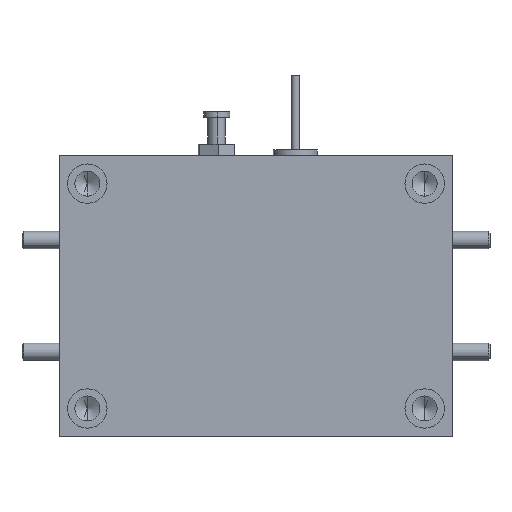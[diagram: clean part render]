
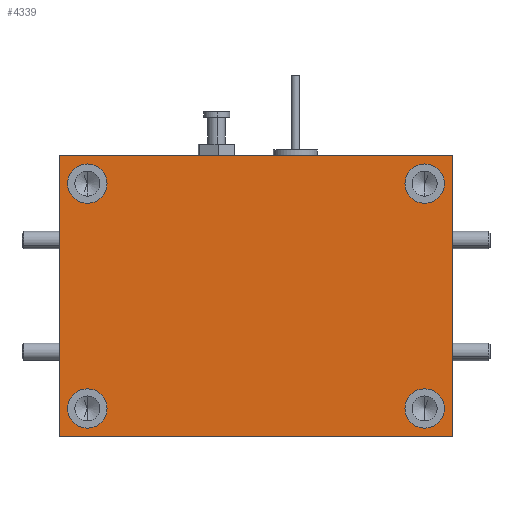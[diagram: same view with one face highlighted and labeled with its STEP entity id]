
A CAD part, front view. The second image highlights one B-rep face of the part: STEP entity #4339.
In plain terms, the highlighted planar face has unit normal (0, -1, 0).
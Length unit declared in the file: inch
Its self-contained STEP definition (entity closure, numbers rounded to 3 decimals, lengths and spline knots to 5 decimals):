
#160 = DIRECTION ( 'NONE',  ( 0., -1., 0. ) ) ;
#238 = DIRECTION ( 'NONE',  ( 0., 0., -1. ) ) ;
#714 = EDGE_CURVE ( 'NONE', #21540, #12516, #10127, .T. ) ;
#1132 = ORIENTED_EDGE ( 'NONE', *, *, #5468, .F. ) ;
#1191 = CIRCLE ( 'NONE', #3041, 0.07 ) ;
#1356 = DIRECTION ( 'NONE',  ( 0., -1., 0. ) ) ;
#1635 = CARTESIAN_POINT ( 'NONE',  ( -0.6, -0.375, 0.33 ) ) ;
#1835 = CARTESIAN_POINT ( 'NONE',  ( 0.6, -0.375, 0.4 ) ) ;
#1904 = DIRECTION ( 'NONE',  ( 0., -1., 0. ) ) ;
#2083 = CIRCLE ( 'NONE', #15905, 0.07 ) ;
#2184 = VECTOR ( 'NONE', #10050, 39.37008 ) ;
#2237 = DIRECTION ( 'NONE',  ( 0., -1., 0. ) ) ;
#2269 = CARTESIAN_POINT ( 'NONE',  ( -0.6, -0.375, 0.4 ) ) ;
#2627 = ORIENTED_EDGE ( 'NONE', *, *, #14960, .F. ) ;
#2742 = VECTOR ( 'NONE', #14435, 39.37008 ) ;
#2876 = FACE_OUTER_BOUND ( 'NONE', #7763, .T. ) ;
#2915 = VERTEX_POINT ( 'NONE', #9075 ) ;
#3041 = AXIS2_PLACEMENT_3D ( 'NONE', #1835, #3551, #15411 ) ;
#3091 = CIRCLE ( 'NONE', #20571, 0.07 ) ;
#3199 = CARTESIAN_POINT ( 'NONE',  ( 0., -0.375, 0. ) ) ;
#3441 = CARTESIAN_POINT ( 'NONE',  ( 0.6, -0.375, 0.4 ) ) ;
#3551 = DIRECTION ( 'NONE',  ( 0., -1., 0. ) ) ;
#3574 = DIRECTION ( 'NONE',  ( 0., 0., -1. ) ) ;
#3655 = EDGE_LOOP ( 'NONE', ( #2627, #20816 ) ) ;
#3900 = CARTESIAN_POINT ( 'NONE',  ( -0.7, -0.375, -0.5 ) ) ;
#3932 = AXIS2_PLACEMENT_3D ( 'NONE', #6676, #4925, #15102 ) ;
#4014 = LINE ( 'NONE', #3900, #2742 ) ;
#4070 = VERTEX_POINT ( 'NONE', #11574 ) ;
#4339 = ADVANCED_FACE ( 'NONE', ( #6289, #7673, #16638, #9581, #2876 ), #6416, .T. ) ;
#4419 = LINE ( 'NONE', #22044, #2184 ) ;
#4925 = DIRECTION ( 'NONE',  ( 0., -1., 0. ) ) ;
#5095 = VECTOR ( 'NONE', #19348, 39.37008 ) ;
#5468 = EDGE_CURVE ( 'NONE', #17306, #19909, #2083, .T. ) ;
#5499 = CARTESIAN_POINT ( 'NONE',  ( 0.6, -0.375, -0.4 ) ) ;
#5683 = VERTEX_POINT ( 'NONE', #18055 ) ;
#6179 = ORIENTED_EDGE ( 'NONE', *, *, #714, .F. ) ;
#6289 = FACE_BOUND ( 'NONE', #17298, .T. ) ;
#6416 = PLANE ( 'NONE',  #6799 ) ;
#6510 = AXIS2_PLACEMENT_3D ( 'NONE', #8661, #1904, #17418 ) ;
#6676 = CARTESIAN_POINT ( 'NONE',  ( -0.6, -0.375, 0.4 ) ) ;
#6799 = AXIS2_PLACEMENT_3D ( 'NONE', #3199, #1356, #10156 ) ;
#6931 = CARTESIAN_POINT ( 'NONE',  ( 0.6, -0.375, 0.33 ) ) ;
#7211 = CARTESIAN_POINT ( 'NONE',  ( 0.6, -0.375, -0.4 ) ) ;
#7576 = AXIS2_PLACEMENT_3D ( 'NONE', #7211, #19034, #238 ) ;
#7590 = AXIS2_PLACEMENT_3D ( 'NONE', #8978, #2237, #15795 ) ;
#7673 = FACE_BOUND ( 'NONE', #20044, .T. ) ;
#7763 = EDGE_LOOP ( 'NONE', ( #21156, #17855, #12978, #19529 ) ) ;
#8212 = EDGE_CURVE ( 'NONE', #2915, #21413, #4014, .T. ) ;
#8476 = DIRECTION ( 'NONE',  ( 0., 0., 1. ) ) ;
#8661 = CARTESIAN_POINT ( 'NONE',  ( -0.6, -0.375, -0.4 ) ) ;
#8914 = EDGE_CURVE ( 'NONE', #5683, #15841, #16230, .T. ) ;
#8978 = CARTESIAN_POINT ( 'NONE',  ( -0.6, -0.375, -0.4 ) ) ;
#9014 = DIRECTION ( 'NONE',  ( 0., -1., 0. ) ) ;
#9075 = CARTESIAN_POINT ( 'NONE',  ( 0.7, -0.375, -0.5 ) ) ;
#9117 = ORIENTED_EDGE ( 'NONE', *, *, #19314, .F. ) ;
#9231 = DIRECTION ( 'NONE',  ( 0., 0., -1. ) ) ;
#9581 = FACE_BOUND ( 'NONE', #11304, .T. ) ;
#9691 = CARTESIAN_POINT ( 'NONE',  ( -0.7, -0.375, -0.5 ) ) ;
#9750 = EDGE_CURVE ( 'NONE', #19909, #17306, #21064, .T. ) ;
#10050 = DIRECTION ( 'NONE',  ( 0., 0., -1. ) ) ;
#10127 = CIRCLE ( 'NONE', #7590, 0.07 ) ;
#10156 = DIRECTION ( 'NONE',  ( 0., 0., -1. ) ) ;
#11304 = EDGE_LOOP ( 'NONE', ( #22432, #1132 ) ) ;
#11574 = CARTESIAN_POINT ( 'NONE',  ( 0.7, -0.375, 0.5 ) ) ;
#12055 = EDGE_CURVE ( 'NONE', #12817, #4070, #22575, .T. ) ;
#12516 = VERTEX_POINT ( 'NONE', #12948 ) ;
#12817 = VERTEX_POINT ( 'NONE', #15936 ) ;
#12948 = CARTESIAN_POINT ( 'NONE',  ( -0.6, -0.375, -0.33 ) ) ;
#12978 = ORIENTED_EDGE ( 'NONE', *, *, #21203, .F. ) ;
#13507 = CARTESIAN_POINT ( 'NONE',  ( -0.7, -0.375, 0.5 ) ) ;
#13549 = CARTESIAN_POINT ( 'NONE',  ( -0.6, -0.375, 0.47 ) ) ;
#13789 = CARTESIAN_POINT ( 'NONE',  ( -0.6, -0.375, -0.47 ) ) ;
#14435 = DIRECTION ( 'NONE',  ( -1., 0., 0. ) ) ;
#14685 = CARTESIAN_POINT ( 'NONE',  ( 0.6, -0.375, 0.47 ) ) ;
#14960 = EDGE_CURVE ( 'NONE', #17809, #19787, #3091, .T. ) ;
#15102 = DIRECTION ( 'NONE',  ( 0., 0., -1. ) ) ;
#15411 = DIRECTION ( 'NONE',  ( 0., 0., -1. ) ) ;
#15542 = CIRCLE ( 'NONE', #7576, 0.07 ) ;
#15795 = DIRECTION ( 'NONE',  ( 0., 0., -1. ) ) ;
#15841 = VERTEX_POINT ( 'NONE', #21929 ) ;
#15905 = AXIS2_PLACEMENT_3D ( 'NONE', #2269, #9014, #9231 ) ;
#15936 = CARTESIAN_POINT ( 'NONE',  ( -0.7, -0.375, 0.5 ) ) ;
#16230 = CIRCLE ( 'NONE', #16555, 0.07 ) ;
#16555 = AXIS2_PLACEMENT_3D ( 'NONE', #5499, #160, #3574 ) ;
#16638 = FACE_BOUND ( 'NONE', #3655, .T. ) ;
#16692 = DIRECTION ( 'NONE',  ( 0., -1., 0. ) ) ;
#16762 = LINE ( 'NONE', #13507, #18824 ) ;
#17298 = EDGE_LOOP ( 'NONE', ( #6179, #9117 ) ) ;
#17306 = VERTEX_POINT ( 'NONE', #13549 ) ;
#17418 = DIRECTION ( 'NONE',  ( 0., 0., -1. ) ) ;
#17809 = VERTEX_POINT ( 'NONE', #6931 ) ;
#17855 = ORIENTED_EDGE ( 'NONE', *, *, #8212, .F. ) ;
#18055 = CARTESIAN_POINT ( 'NONE',  ( 0.6, -0.375, -0.33 ) ) ;
#18824 = VECTOR ( 'NONE', #8476, 39.37008 ) ;
#18989 = EDGE_CURVE ( 'NONE', #21413, #12817, #16762, .T. ) ;
#19032 = EDGE_CURVE ( 'NONE', #15841, #5683, #15542, .T. ) ;
#19034 = DIRECTION ( 'NONE',  ( 0., -1., 0. ) ) ;
#19306 = ORIENTED_EDGE ( 'NONE', *, *, #8914, .F. ) ;
#19314 = EDGE_CURVE ( 'NONE', #12516, #21540, #22175, .T. ) ;
#19348 = DIRECTION ( 'NONE',  ( 1., 0., 0. ) ) ;
#19529 = ORIENTED_EDGE ( 'NONE', *, *, #12055, .F. ) ;
#19787 = VERTEX_POINT ( 'NONE', #14685 ) ;
#19909 = VERTEX_POINT ( 'NONE', #1635 ) ;
#20044 = EDGE_LOOP ( 'NONE', ( #22251, #19306 ) ) ;
#20571 = AXIS2_PLACEMENT_3D ( 'NONE', #3441, #16692, #20904 ) ;
#20816 = ORIENTED_EDGE ( 'NONE', *, *, #22096, .F. ) ;
#20904 = DIRECTION ( 'NONE',  ( 0., 0., -1. ) ) ;
#20986 = CARTESIAN_POINT ( 'NONE',  ( 0.7, -0.375, 0.5 ) ) ;
#21064 = CIRCLE ( 'NONE', #3932, 0.07 ) ;
#21156 = ORIENTED_EDGE ( 'NONE', *, *, #18989, .F. ) ;
#21203 = EDGE_CURVE ( 'NONE', #4070, #2915, #4419, .T. ) ;
#21413 = VERTEX_POINT ( 'NONE', #9691 ) ;
#21540 = VERTEX_POINT ( 'NONE', #13789 ) ;
#21929 = CARTESIAN_POINT ( 'NONE',  ( 0.6, -0.375, -0.47 ) ) ;
#22044 = CARTESIAN_POINT ( 'NONE',  ( 0.7, -0.375, -0.5 ) ) ;
#22096 = EDGE_CURVE ( 'NONE', #19787, #17809, #1191, .T. ) ;
#22175 = CIRCLE ( 'NONE', #6510, 0.07 ) ;
#22251 = ORIENTED_EDGE ( 'NONE', *, *, #19032, .F. ) ;
#22432 = ORIENTED_EDGE ( 'NONE', *, *, #9750, .F. ) ;
#22575 = LINE ( 'NONE', #20986, #5095 ) ;
